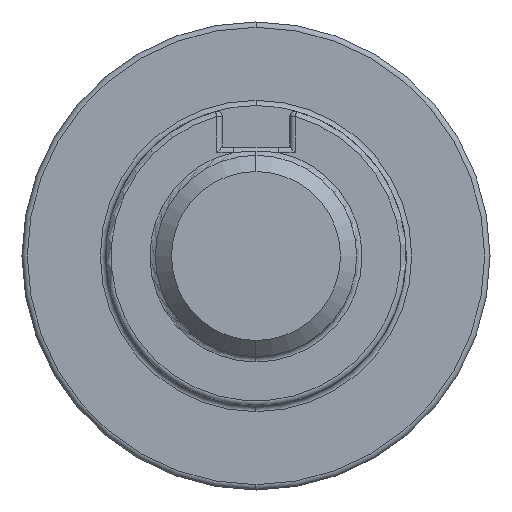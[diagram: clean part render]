
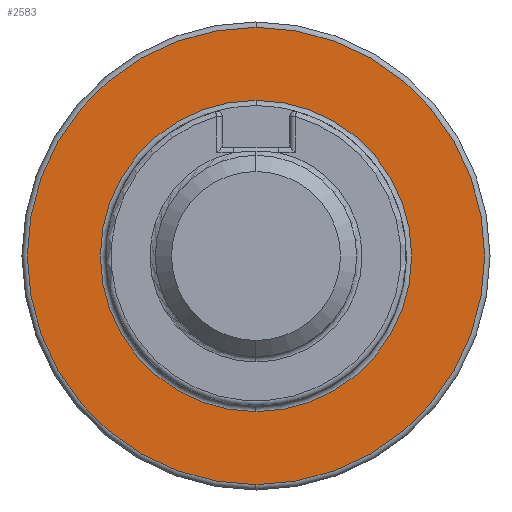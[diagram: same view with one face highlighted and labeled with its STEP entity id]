
A CAD part, left-side view. The second image highlights one B-rep face of the part: STEP entity #2583.
In plain terms, the highlighted planar face has unit normal (-1, 0, 0).
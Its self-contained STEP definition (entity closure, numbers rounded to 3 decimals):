
#24 = DIRECTION ( 'NONE',  ( 0., 0., 1. ) ) ;
#67 = AXIS2_PLACEMENT_3D ( 'NONE', #2815, #484, #24 ) ;
#175 = EDGE_CURVE ( 'NONE', #1048, #1429, #1810, .T. ) ;
#248 = DIRECTION ( 'NONE',  ( -1., 0., 0. ) ) ;
#482 = PLANE ( 'NONE',  #535 ) ;
#484 = DIRECTION ( 'NONE',  ( 1., 0., 0. ) ) ;
#535 = AXIS2_PLACEMENT_3D ( 'NONE', #1843, #744, #1890 ) ;
#541 = CARTESIAN_POINT ( 'NONE',  ( 118.7, 0., 0. ) ) ;
#545 = CIRCLE ( 'NONE', #1207, 42.6 ) ;
#616 = DIRECTION ( 'NONE',  ( -1., 0., 0. ) ) ;
#744 = DIRECTION ( 'NONE',  ( -1., 0., 0. ) ) ;
#745 = DIRECTION ( 'NONE',  ( 0., 0., 1. ) ) ;
#874 = EDGE_LOOP ( 'NONE', ( #2631, #1267 ) ) ;
#900 = DIRECTION ( 'NONE',  ( 0., 0., 1. ) ) ;
#991 = AXIS2_PLACEMENT_3D ( 'NONE', #1779, #616, #900 ) ;
#1033 = VERTEX_POINT ( 'NONE', #2965 ) ;
#1048 = VERTEX_POINT ( 'NONE', #2995 ) ;
#1140 = VERTEX_POINT ( 'NONE', #2347 ) ;
#1207 = AXIS2_PLACEMENT_3D ( 'NONE', #2361, #248, #2578 ) ;
#1267 = ORIENTED_EDGE ( 'NONE', *, *, #2060, .T. ) ;
#1370 = FACE_BOUND ( 'NONE', #874, .T. ) ;
#1429 = VERTEX_POINT ( 'NONE', #1521 ) ;
#1521 = CARTESIAN_POINT ( 'NONE',  ( 118.7, 0., -29. ) ) ;
#1641 = FACE_OUTER_BOUND ( 'NONE', #2721, .T. ) ;
#1706 = ORIENTED_EDGE ( 'NONE', *, *, #2877, .T. ) ;
#1779 = CARTESIAN_POINT ( 'NONE',  ( 118.7, 0., 0. ) ) ;
#1810 = CIRCLE ( 'NONE', #2255, 29. ) ;
#1843 = CARTESIAN_POINT ( 'NONE',  ( 118.7, 28., 0. ) ) ;
#1890 = DIRECTION ( 'NONE',  ( 0., 0., 1. ) ) ;
#2060 = EDGE_CURVE ( 'NONE', #1429, #1048, #2803, .T. ) ;
#2153 = DIRECTION ( 'NONE',  ( 1., 0., 0. ) ) ;
#2255 = AXIS2_PLACEMENT_3D ( 'NONE', #541, #2153, #745 ) ;
#2302 = CIRCLE ( 'NONE', #991, 42.6 ) ;
#2347 = CARTESIAN_POINT ( 'NONE',  ( 118.7, 0., 42.6 ) ) ;
#2361 = CARTESIAN_POINT ( 'NONE',  ( 118.7, 0., 0. ) ) ;
#2564 = EDGE_CURVE ( 'NONE', #1140, #1033, #545, .T. ) ;
#2578 = DIRECTION ( 'NONE',  ( 0., 0., 1. ) ) ;
#2583 = ADVANCED_FACE ( 'NONE', ( #1370, #1641 ), #482, .T. ) ;
#2631 = ORIENTED_EDGE ( 'NONE', *, *, #175, .T. ) ;
#2721 = EDGE_LOOP ( 'NONE', ( #2953, #1706 ) ) ;
#2803 = CIRCLE ( 'NONE', #67, 29. ) ;
#2815 = CARTESIAN_POINT ( 'NONE',  ( 118.7, 0., 0. ) ) ;
#2877 = EDGE_CURVE ( 'NONE', #1033, #1140, #2302, .T. ) ;
#2953 = ORIENTED_EDGE ( 'NONE', *, *, #2564, .T. ) ;
#2965 = CARTESIAN_POINT ( 'NONE',  ( 118.7, 0., -42.6 ) ) ;
#2995 = CARTESIAN_POINT ( 'NONE',  ( 118.7, 0., 29. ) ) ;
